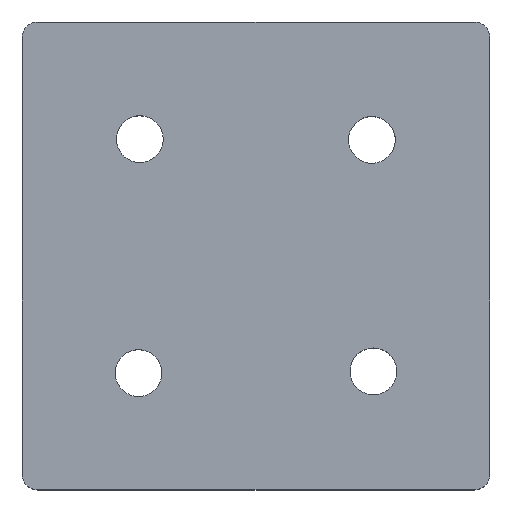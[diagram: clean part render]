
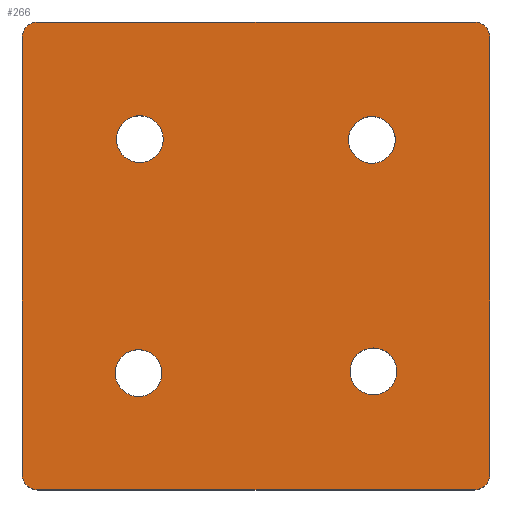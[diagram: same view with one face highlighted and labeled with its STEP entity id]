
A CAD part, top view. The second image highlights one B-rep face of the part: STEP entity #266.
In plain terms, the highlighted planar face has unit normal (0, 0, 1).
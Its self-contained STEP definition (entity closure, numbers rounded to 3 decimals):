
#19=FACE_BOUND('',#53,.T.);
#20=FACE_BOUND('',#54,.T.);
#21=FACE_BOUND('',#55,.T.);
#22=FACE_BOUND('',#56,.T.);
#26=PLANE('',#304);
#34=FACE_OUTER_BOUND('',#52,.T.);
#52=EDGE_LOOP('',(#209,#210,#211,#212,#213,#214,#215,#216));
#53=EDGE_LOOP('',(#217));
#54=EDGE_LOOP('',(#218));
#55=EDGE_LOOP('',(#219));
#56=EDGE_LOOP('',(#220));
#69=LINE('',#416,#89);
#75=LINE('',#445,#95);
#77=LINE('',#451,#97);
#78=LINE('',#453,#98);
#89=VECTOR('',#333,10.);
#95=VECTOR('',#361,10.);
#97=VECTOR('',#367,10.);
#98=VECTOR('',#370,10.);
#106=CIRCLE('',#291,3.);
#114=CIRCLE('',#302,3.);
#115=CIRCLE('',#305,3.);
#116=CIRCLE('',#306,3.);
#117=CIRCLE('',#307,4.5);
#118=CIRCLE('',#308,4.5);
#119=CIRCLE('',#309,4.5);
#120=CIRCLE('',#310,4.5);
#123=VERTEX_POINT('',#406);
#124=VERTEX_POINT('',#408);
#126=VERTEX_POINT('',#414);
#136=VERTEX_POINT('',#438);
#137=VERTEX_POINT('',#440);
#138=VERTEX_POINT('',#444);
#139=VERTEX_POINT('',#448);
#140=VERTEX_POINT('',#450);
#141=VERTEX_POINT('',#454);
#142=VERTEX_POINT('',#456);
#143=VERTEX_POINT('',#458);
#144=VERTEX_POINT('',#460);
#147=EDGE_CURVE('',#123,#124,#106,.T.);
#151=EDGE_CURVE('',#123,#126,#69,.T.);
#163=EDGE_CURVE('',#136,#137,#114,.T.);
#165=EDGE_CURVE('',#138,#137,#75,.T.);
#167=EDGE_CURVE('',#139,#126,#115,.T.);
#168=EDGE_CURVE('',#139,#140,#77,.T.);
#169=EDGE_CURVE('',#138,#140,#116,.T.);
#170=EDGE_CURVE('',#136,#124,#78,.T.);
#171=EDGE_CURVE('',#141,#141,#117,.T.);
#172=EDGE_CURVE('',#142,#142,#118,.T.);
#173=EDGE_CURVE('',#143,#143,#119,.T.);
#174=EDGE_CURVE('',#144,#144,#120,.T.);
#209=ORIENTED_EDGE('',*,*,#147,.F.);
#210=ORIENTED_EDGE('',*,*,#151,.T.);
#211=ORIENTED_EDGE('',*,*,#167,.F.);
#212=ORIENTED_EDGE('',*,*,#168,.T.);
#213=ORIENTED_EDGE('',*,*,#169,.F.);
#214=ORIENTED_EDGE('',*,*,#165,.T.);
#215=ORIENTED_EDGE('',*,*,#163,.F.);
#216=ORIENTED_EDGE('',*,*,#170,.T.);
#217=ORIENTED_EDGE('',*,*,#171,.T.);
#218=ORIENTED_EDGE('',*,*,#172,.T.);
#219=ORIENTED_EDGE('',*,*,#173,.T.);
#220=ORIENTED_EDGE('',*,*,#174,.T.);
#266=ADVANCED_FACE('',(#34,#19,#20,#21,#22),#26,.T.);
#291=AXIS2_PLACEMENT_3D('',#409,#326,#327);
#302=AXIS2_PLACEMENT_3D('',#441,#356,#357);
#304=AXIS2_PLACEMENT_3D('',#447,#363,#364);
#305=AXIS2_PLACEMENT_3D('',#449,#365,#366);
#306=AXIS2_PLACEMENT_3D('',#452,#368,#369);
#307=AXIS2_PLACEMENT_3D('',#455,#371,#372);
#308=AXIS2_PLACEMENT_3D('',#457,#373,#374);
#309=AXIS2_PLACEMENT_3D('',#459,#375,#376);
#310=AXIS2_PLACEMENT_3D('',#461,#377,#378);
#326=DIRECTION('center_axis',(0.,0.,-1.));
#327=DIRECTION('ref_axis',(-0.707,-0.707,0.));
#333=DIRECTION('',(1.,0.,0.));
#356=DIRECTION('center_axis',(0.,0.,-1.));
#357=DIRECTION('ref_axis',(-0.707,0.707,0.));
#361=DIRECTION('',(-1.,0.,0.));
#363=DIRECTION('center_axis',(0.,0.,1.));
#364=DIRECTION('ref_axis',(0.,-1.,0.));
#365=DIRECTION('center_axis',(0.,0.,-1.));
#366=DIRECTION('ref_axis',(0.707,-0.707,0.));
#367=DIRECTION('',(0.,1.,0.));
#368=DIRECTION('center_axis',(0.,0.,-1.));
#369=DIRECTION('ref_axis',(0.707,0.707,0.));
#370=DIRECTION('',(0.,-1.,0.));
#371=DIRECTION('center_axis',(0.,0.,-1.));
#372=DIRECTION('ref_axis',(1.,0.,0.));
#373=DIRECTION('center_axis',(0.,0.,-1.));
#374=DIRECTION('ref_axis',(1.,0.,0.));
#375=DIRECTION('center_axis',(0.,0.,-1.));
#376=DIRECTION('ref_axis',(1.,0.,0.));
#377=DIRECTION('center_axis',(0.,0.,-1.));
#378=DIRECTION('ref_axis',(1.,0.,0.));
#406=CARTESIAN_POINT('',(3.,-90.,15.));
#408=CARTESIAN_POINT('',(0.,-87.,15.));
#409=CARTESIAN_POINT('Origin',(3.,-87.,15.));
#414=CARTESIAN_POINT('',(87.,-90.,15.));
#416=CARTESIAN_POINT('',(45.,-90.,15.));
#438=CARTESIAN_POINT('',(0.,-3.,15.));
#440=CARTESIAN_POINT('',(3.,0.,15.));
#441=CARTESIAN_POINT('Origin',(3.,-3.,15.));
#444=CARTESIAN_POINT('',(87.,0.,15.));
#445=CARTESIAN_POINT('',(45.,0.,15.));
#447=CARTESIAN_POINT('Origin',(45.,-45.,15.));
#448=CARTESIAN_POINT('',(90.,-87.,15.));
#449=CARTESIAN_POINT('Origin',(87.,-87.,15.));
#450=CARTESIAN_POINT('',(90.,-3.,15.));
#451=CARTESIAN_POINT('',(90.,-45.,15.));
#452=CARTESIAN_POINT('Origin',(87.,-3.,15.));
#453=CARTESIAN_POINT('',(0.,-45.,15.));
#454=CARTESIAN_POINT('',(18.161,-22.526,15.));
#455=CARTESIAN_POINT('Origin',(22.661,-22.526,15.));
#456=CARTESIAN_POINT('',(17.908,-67.529,15.));
#457=CARTESIAN_POINT('Origin',(22.408,-67.529,15.));
#458=CARTESIAN_POINT('',(62.8,-22.685,15.));
#459=CARTESIAN_POINT('Origin',(67.3,-22.685,15.));
#460=CARTESIAN_POINT('',(63.083,-67.203,15.));
#461=CARTESIAN_POINT('Origin',(67.583,-67.203,15.));
